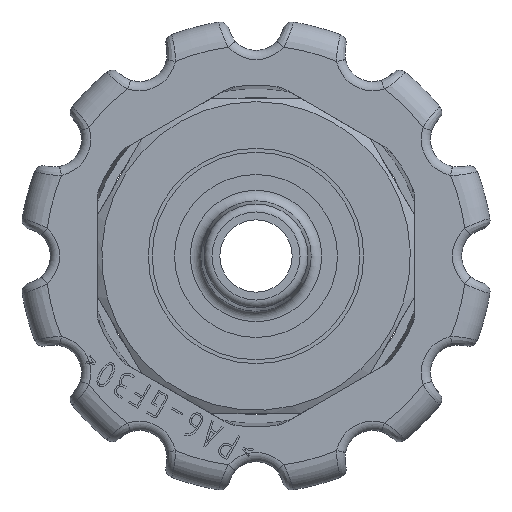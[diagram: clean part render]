
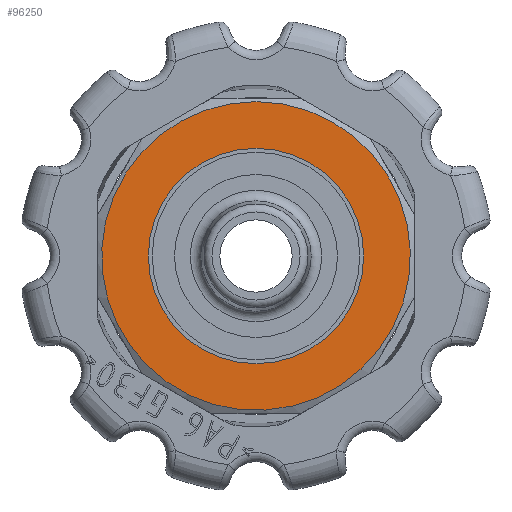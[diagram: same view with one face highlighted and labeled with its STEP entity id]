
A CAD part, front view. The second image highlights one B-rep face of the part: STEP entity #96250.
In plain terms, the highlighted planar face has unit normal (0, -1, 0).
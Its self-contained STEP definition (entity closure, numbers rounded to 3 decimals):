
#96250 = ADVANCED_FACE('',(#96251,#96300),#96266,.F.);
#96251 = FACE_BOUND('',#96252,.T.);
#96252 = EDGE_LOOP('',(#96253,#96281));
#96253 = ORIENTED_EDGE('',*,*,#96254,.T.);
#96254 = EDGE_CURVE('',#96255,#96257,#96259,.T.);
#96255 = VERTEX_POINT('',#96256);
#96256 = CARTESIAN_POINT('',(0.,-16.5,11.75));
#96257 = VERTEX_POINT('',#96258);
#96258 = CARTESIAN_POINT('',(-3.216,-16.5,-11.301));
#96259 = SURFACE_CURVE('',#96260,(#96265),.PCURVE_S1.);
#96260 = CIRCLE('',#96261,11.75);
#96261 = AXIS2_PLACEMENT_3D('',#96262,#96263,#96264);
#96262 = CARTESIAN_POINT('',(0.,-16.5,
    0.));
#96263 = DIRECTION('',(0.,-1.,0.));
#96264 = DIRECTION('',(0.,0.,1.));
#96265 = PCURVE('',#96266,#96271);
#96266 = PLANE('',#96267);
#96267 = AXIS2_PLACEMENT_3D('',#96268,#96269,#96270);
#96268 = CARTESIAN_POINT('',(6.928,-16.5,-12.));
#96269 = DIRECTION('',(0.,1.,0.));
#96270 = DIRECTION('',(-1.,0.,0.));
#96271 = DEFINITIONAL_REPRESENTATION('',(#96272),#96280);
#96272 = ( BOUNDED_CURVE() B_SPLINE_CURVE(2,(#96273,#96274,#96275,#96276
    ,#96277,#96278,#96279),.UNSPECIFIED.,.T.,.F.) 
B_SPLINE_CURVE_WITH_KNOTS((1,2,2,2,2,1),(-2.094,0.,
    2.094,4.189,6.283,8.378),
.UNSPECIFIED.) CURVE() GEOMETRIC_REPRESENTATION_ITEM() 
RATIONAL_B_SPLINE_CURVE((1.,0.5,1.,0.5,1.,0.5,1.)) REPRESENTATION_ITEM(
  '') );
#96273 = CARTESIAN_POINT('',(6.928,23.75));
#96274 = CARTESIAN_POINT('',(27.28,23.75));
#96275 = CARTESIAN_POINT('',(17.104,6.125));
#96276 = CARTESIAN_POINT('',(6.928,-11.5));
#96277 = CARTESIAN_POINT('',(-3.248,6.125));
#96278 = CARTESIAN_POINT('',(-13.423,23.75));
#96279 = CARTESIAN_POINT('',(6.928,23.75));
#96280 = ( GEOMETRIC_REPRESENTATION_CONTEXT(2) 
PARAMETRIC_REPRESENTATION_CONTEXT() REPRESENTATION_CONTEXT('2D SPACE',''
  ) );
#96281 = ORIENTED_EDGE('',*,*,#96282,.T.);
#96282 = EDGE_CURVE('',#96257,#96255,#96283,.T.);
#96283 = SURFACE_CURVE('',#96284,(#96289),.PCURVE_S1.);
#96284 = CIRCLE('',#96285,11.75);
#96285 = AXIS2_PLACEMENT_3D('',#96286,#96287,#96288);
#96286 = CARTESIAN_POINT('',(0.,-16.5,
    0.));
#96287 = DIRECTION('',(0.,-1.,0.));
#96288 = DIRECTION('',(0.,0.,1.));
#96289 = PCURVE('',#96266,#96290);
#96290 = DEFINITIONAL_REPRESENTATION('',(#96291),#96299);
#96291 = ( BOUNDED_CURVE() B_SPLINE_CURVE(2,(#96292,#96293,#96294,#96295
    ,#96296,#96297,#96298),.UNSPECIFIED.,.T.,.F.) 
B_SPLINE_CURVE_WITH_KNOTS((1,2,2,2,2,1),(-2.094,0.,
    2.094,4.189,6.283,8.378),
.UNSPECIFIED.) CURVE() GEOMETRIC_REPRESENTATION_ITEM() 
RATIONAL_B_SPLINE_CURVE((1.,0.5,1.,0.5,1.,0.5,1.)) REPRESENTATION_ITEM(
  '') );
#96292 = CARTESIAN_POINT('',(6.928,23.75));
#96293 = CARTESIAN_POINT('',(27.28,23.75));
#96294 = CARTESIAN_POINT('',(17.104,6.125));
#96295 = CARTESIAN_POINT('',(6.928,-11.5));
#96296 = CARTESIAN_POINT('',(-3.248,6.125));
#96297 = CARTESIAN_POINT('',(-13.423,23.75));
#96298 = CARTESIAN_POINT('',(6.928,23.75));
#96299 = ( GEOMETRIC_REPRESENTATION_CONTEXT(2) 
PARAMETRIC_REPRESENTATION_CONTEXT() REPRESENTATION_CONTEXT('2D SPACE',''
  ) );
#96300 = FACE_BOUND('',#96301,.T.);
#96301 = EDGE_LOOP('',(#96302,#96321));
#96302 = ORIENTED_EDGE('',*,*,#96303,.T.);
#96303 = EDGE_CURVE('',#96304,#96306,#96308,.T.);
#96304 = VERTEX_POINT('',#96305);
#96305 = CARTESIAN_POINT('',(0.,-16.5,-8.2));
#96306 = VERTEX_POINT('',#96307);
#96307 = CARTESIAN_POINT('',(8.2,-16.5,0.));
#96308 = SURFACE_CURVE('',#96309,(#96314),.PCURVE_S1.);
#96309 = CIRCLE('',#96310,8.2);
#96310 = AXIS2_PLACEMENT_3D('',#96311,#96312,#96313);
#96311 = CARTESIAN_POINT('',(0.,-16.5,
    0.));
#96312 = DIRECTION('',(0.,1.,0.));
#96313 = DIRECTION('',(0.,0.,-1.));
#96314 = PCURVE('',#96266,#96315);
#96315 = DEFINITIONAL_REPRESENTATION('',(#96316),#96320);
#96316 = CIRCLE('',#96317,8.2);
#96317 = AXIS2_PLACEMENT_2D('',#96318,#96319);
#96318 = CARTESIAN_POINT('',(6.928,12.));
#96319 = DIRECTION('',(0.,-1.));
#96320 = ( GEOMETRIC_REPRESENTATION_CONTEXT(2) 
PARAMETRIC_REPRESENTATION_CONTEXT() REPRESENTATION_CONTEXT('2D SPACE',''
  ) );
#96321 = ORIENTED_EDGE('',*,*,#96322,.T.);
#96322 = EDGE_CURVE('',#96306,#96304,#96323,.T.);
#96323 = SURFACE_CURVE('',#96324,(#96329),.PCURVE_S1.);
#96324 = CIRCLE('',#96325,8.2);
#96325 = AXIS2_PLACEMENT_3D('',#96326,#96327,#96328);
#96326 = CARTESIAN_POINT('',(0.,-16.5,
    0.));
#96327 = DIRECTION('',(0.,1.,0.));
#96328 = DIRECTION('',(0.,0.,-1.));
#96329 = PCURVE('',#96266,#96330);
#96330 = DEFINITIONAL_REPRESENTATION('',(#96331),#96335);
#96331 = CIRCLE('',#96332,8.2);
#96332 = AXIS2_PLACEMENT_2D('',#96333,#96334);
#96333 = CARTESIAN_POINT('',(6.928,12.));
#96334 = DIRECTION('',(0.,-1.));
#96335 = ( GEOMETRIC_REPRESENTATION_CONTEXT(2) 
PARAMETRIC_REPRESENTATION_CONTEXT() REPRESENTATION_CONTEXT('2D SPACE',''
  ) );
